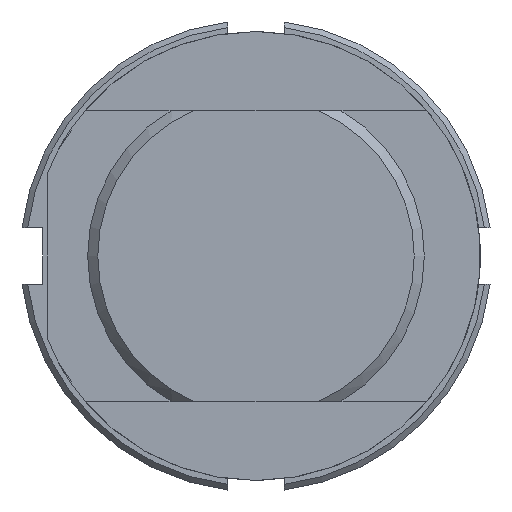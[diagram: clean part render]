
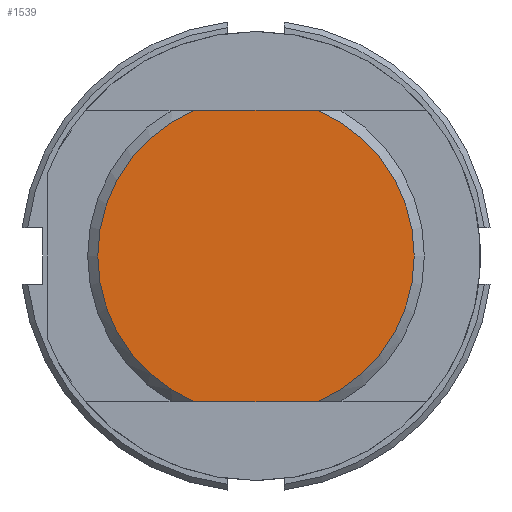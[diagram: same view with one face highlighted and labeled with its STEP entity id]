
A CAD part, front view. The second image highlights one B-rep face of the part: STEP entity #1539.
In plain terms, the highlighted planar face has unit normal (0, -1, 0).
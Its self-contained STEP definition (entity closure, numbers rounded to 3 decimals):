
#136=LINE('',#2413,#242);
#137=LINE('',#2417,#243);
#242=VECTOR('',#1933,1000.);
#243=VECTOR('',#1936,1000.);
#378=ORIENTED_EDGE('',*,*,#790,.F.);
#379=ORIENTED_EDGE('',*,*,#791,.T.);
#380=ORIENTED_EDGE('',*,*,#792,.F.);
#381=ORIENTED_EDGE('',*,*,#793,.T.);
#790=EDGE_CURVE('',#1001,#1002,#1136,.T.);
#791=EDGE_CURVE('',#1001,#1003,#136,.T.);
#792=EDGE_CURVE('',#1004,#1003,#1137,.T.);
#793=EDGE_CURVE('',#1004,#1002,#137,.T.);
#1001=VERTEX_POINT('',#2411);
#1002=VERTEX_POINT('',#2412);
#1003=VERTEX_POINT('',#2414);
#1004=VERTEX_POINT('',#2416);
#1136=CIRCLE('',#1698,14.1);
#1137=CIRCLE('',#1699,14.1);
#1231=EDGE_LOOP('',(#378,#379,#380,#381));
#1361=FACE_BOUND('',#1231,.T.);
#1483=PLANE('',#1697);
#1539=ADVANCED_FACE('',(#1361),#1483,.T.);
#1697=AXIS2_PLACEMENT_3D('',#2409,#1929,#1930);
#1698=AXIS2_PLACEMENT_3D('',#2410,#1931,#1932);
#1699=AXIS2_PLACEMENT_3D('',#2415,#1934,#1935);
#1929=DIRECTION('',(0.,-1.,0.));
#1930=DIRECTION('',(0.,0.,-1.));
#1931=DIRECTION('',(0.,1.,0.));
#1932=DIRECTION('',(-1.,0.,0.));
#1933=DIRECTION('',(1.,0.,0.));
#1934=DIRECTION('',(0.,1.,0.));
#1935=DIRECTION('',(1.,0.,0.));
#1936=DIRECTION('',(-1.,0.,0.));
#2409=CARTESIAN_POINT('',(-7.5,0.,0.));
#2410=CARTESIAN_POINT('',(0.,0.,0.));
#2411=CARTESIAN_POINT('',(-5.46,0.,-13.));
#2412=CARTESIAN_POINT('',(-5.46,0.,13.));
#2413=CARTESIAN_POINT('',(-5.46,0.,-13.));
#2414=CARTESIAN_POINT('',(5.46,0.,-13.));
#2415=CARTESIAN_POINT('',(0.,0.,0.));
#2416=CARTESIAN_POINT('',(5.46,0.,13.));
#2417=CARTESIAN_POINT('',(5.46,0.,13.));
